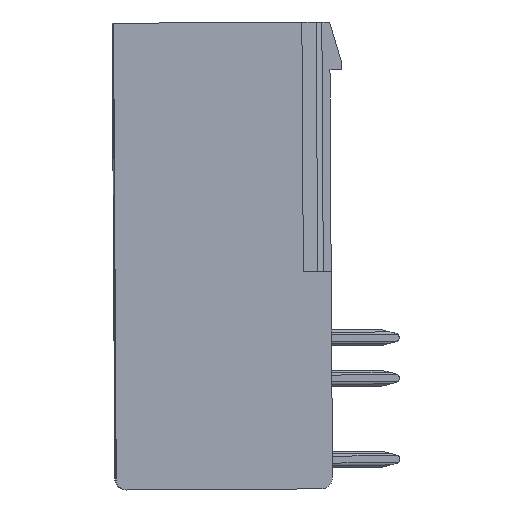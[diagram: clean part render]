
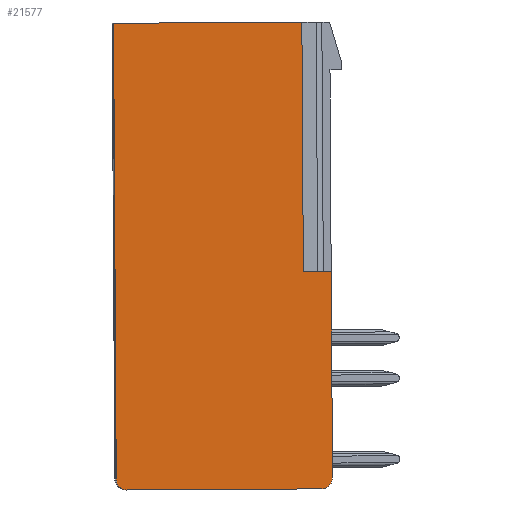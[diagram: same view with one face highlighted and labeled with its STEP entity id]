
A CAD part, left-side view. The second image highlights one B-rep face of the part: STEP entity #21577.
In plain terms, the highlighted face is planar.
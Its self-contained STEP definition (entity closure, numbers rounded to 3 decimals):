
#1782=LINE('',#31077,#3685);
#1785=LINE('',#31088,#3688);
#2128=LINE('',#32128,#4031);
#2129=LINE('',#32130,#4032);
#2130=LINE('',#32132,#4033);
#2131=LINE('',#32133,#4034);
#3685=VECTOR('',#26129,1000.);
#3688=VECTOR('',#26140,1000.);
#4031=VECTOR('',#26875,1000.);
#4032=VECTOR('',#26876,1000.);
#4033=VECTOR('',#26877,1000.);
#4034=VECTOR('',#26878,1000.);
#8317=ORIENTED_EDGE('',*,*,#11004,.T.);
#8318=ORIENTED_EDGE('',*,*,#11005,.F.);
#8319=ORIENTED_EDGE('',*,*,#11006,.T.);
#8320=ORIENTED_EDGE('',*,*,#10571,.T.);
#8321=ORIENTED_EDGE('',*,*,#10570,.T.);
#8322=ORIENTED_EDGE('',*,*,#11007,.F.);
#8323=ORIENTED_EDGE('',*,*,#10558,.T.);
#8324=ORIENTED_EDGE('',*,*,#10566,.F.);
#10558=EDGE_CURVE('',#12295,#12294,#12897,.T.);
#10566=EDGE_CURVE('',#12300,#12294,#1782,.T.);
#10570=EDGE_CURVE('',#12302,#12304,#12900,.T.);
#10571=EDGE_CURVE('',#12305,#12302,#1785,.T.);
#11004=EDGE_CURVE('',#12300,#12609,#2128,.T.);
#11005=EDGE_CURVE('',#12610,#12609,#2129,.T.);
#11006=EDGE_CURVE('',#12610,#12305,#2130,.T.);
#11007=EDGE_CURVE('',#12295,#12304,#2131,.T.);
#12294=VERTEX_POINT('',#31061);
#12295=VERTEX_POINT('',#31063);
#12300=VERTEX_POINT('',#31076);
#12302=VERTEX_POINT('',#31081);
#12304=VERTEX_POINT('',#31085);
#12305=VERTEX_POINT('',#31089);
#12609=VERTEX_POINT('',#32129);
#12610=VERTEX_POINT('',#32131);
#12897=CIRCLE('',#22578,0.7);
#12900=CIRCLE('',#22583,0.7);
#13695=EDGE_LOOP('',(#8317,#8318,#8319,#8320,#8321,#8322,#8323,#8324));
#14502=FACE_BOUND('',#13695,.T.);
#15141=PLANE('',#22780);
#21577=ADVANCED_FACE('',(#14502),#15141,.F.);
#22578=AXIS2_PLACEMENT_3D('',#31062,#26117,#26118);
#22583=AXIS2_PLACEMENT_3D('',#31086,#26136,#26137);
#22780=AXIS2_PLACEMENT_3D('',#32127,#26873,#26874);
#26117=DIRECTION('',(0.,0.,1.));
#26118=DIRECTION('',(1.,0.,0.));
#26129=DIRECTION('',(-1.,0.,0.));
#26136=DIRECTION('',(0.,0.,1.));
#26137=DIRECTION('',(1.,0.,0.));
#26140=DIRECTION('',(-1.,0.,0.));
#26873=DIRECTION('',(0.,0.,-1.));
#26874=DIRECTION('',(-1.,0.,0.));
#26875=DIRECTION('',(0.,1.,0.));
#26876=DIRECTION('',(-1.,0.,0.));
#26877=DIRECTION('',(0.,1.,0.));
#26878=DIRECTION('',(0.,1.,0.));
#31061=CARTESIAN_POINT('',(52.3,27.4,57.48));
#31062=CARTESIAN_POINT('',(52.3,28.1,57.48));
#31063=CARTESIAN_POINT('',(51.6,28.1,57.48));
#31076=CARTESIAN_POINT('',(65.2,27.4,57.48));
#31077=CARTESIAN_POINT('',(80.694,27.4,57.48));
#31081=CARTESIAN_POINT('',(52.3,40.95,57.48));
#31085=CARTESIAN_POINT('',(51.6,40.25,57.48));
#31086=CARTESIAN_POINT('',(52.3,40.25,57.48));
#31088=CARTESIAN_POINT('',(80.694,40.95,57.48));
#31089=CARTESIAN_POINT('',(80.85,40.95,57.48));
#32127=CARTESIAN_POINT('',(56.35,27.39,57.48));
#32128=CARTESIAN_POINT('',(65.2,27.39,57.48));
#32129=CARTESIAN_POINT('',(65.2,29.15,57.48));
#32130=CARTESIAN_POINT('',(80.694,29.15,57.48));
#32131=CARTESIAN_POINT('',(80.85,29.15,57.48));
#32132=CARTESIAN_POINT('',(80.85,27.39,57.48));
#32133=CARTESIAN_POINT('',(51.6,27.39,57.48));
